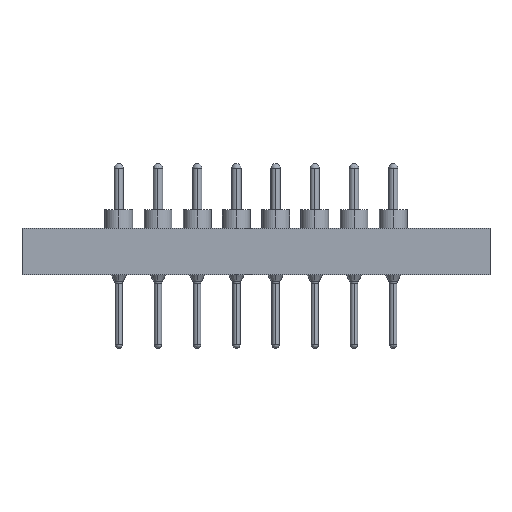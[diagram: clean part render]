
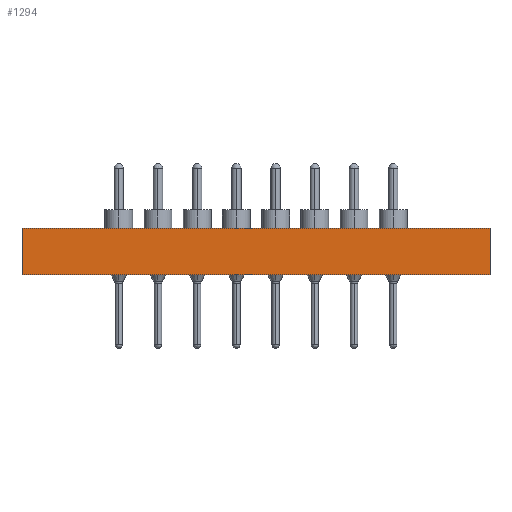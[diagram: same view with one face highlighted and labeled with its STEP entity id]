
A CAD part, top view. The second image highlights one B-rep face of the part: STEP entity #1294.
In plain terms, the highlighted planar face has unit normal (0, 0, 1).
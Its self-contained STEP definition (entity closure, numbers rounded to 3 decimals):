
#1294=ADVANCED_FACE('',(#3232),#3233,.T.);
#2408=EDGE_CURVE('',#4742,#4739,#4743,.T.);
#2478=EDGE_CURVE('',#4833,#4739,#4836,.T.);
#2490=EDGE_CURVE('',#4850,#4742,#4851,.T.);
#2494=EDGE_CURVE('',#4833,#4850,#4855,.T.);
#3232=FACE_OUTER_BOUND('',#5583,.T.);
#3233=PLANE('',#5584);
#4739=VERTEX_POINT('',#7779);
#4742=VERTEX_POINT('',#7784);
#4743=LINE('',#7785,#7786);
#4833=VERTEX_POINT('',#7943);
#4836=LINE('',#7948,#7949);
#4850=VERTEX_POINT('',#7974);
#4851=LINE('',#7975,#7976);
#4855=LINE('',#7983,#7984);
#5583=EDGE_LOOP('',(#10057,#10058,#10059,#10060));
#5584=AXIS2_PLACEMENT_3D('',#10061,#10062,#10063);
#7779=CARTESIAN_POINT('',(-15.16,0.,5.08));
#7784=CARTESIAN_POINT('',(-15.16,3.0,5.08));
#7785=CARTESIAN_POINT('',(-15.16,0.,5.08));
#7786=VECTOR('',#11476,1.0);
#7943=CARTESIAN_POINT('',(15.16,0.,5.08));
#7948=CARTESIAN_POINT('',(15.16,0.,5.08));
#7949=VECTOR('',#11511,1.0);
#7974=CARTESIAN_POINT('',(15.16,3.0,5.08));
#7975=CARTESIAN_POINT('',(15.16,3.0,5.08));
#7976=VECTOR('',#11517,1.0);
#7983=CARTESIAN_POINT('',(15.16,0.,5.08));
#7984=VECTOR('',#11519,1.0);
#10057=ORIENTED_EDGE('',*,*,#2408,.T.);
#10058=ORIENTED_EDGE('',*,*,#2478,.F.);
#10059=ORIENTED_EDGE('',*,*,#2494,.T.);
#10060=ORIENTED_EDGE('',*,*,#2490,.T.);
#10061=CARTESIAN_POINT('',(15.16,3.0,5.08));
#10062=DIRECTION('',(0.,-0.0,1.0));
#10063=DIRECTION('',(1.0,0.0,0.));
#11476=DIRECTION('',(0.0,-1.0,-0.0));
#11511=DIRECTION('',(-1.0,0.0,0.));
#11517=DIRECTION('',(-1.0,0.0,0.));
#11519=DIRECTION('',(0.0,1.0,0.0));
